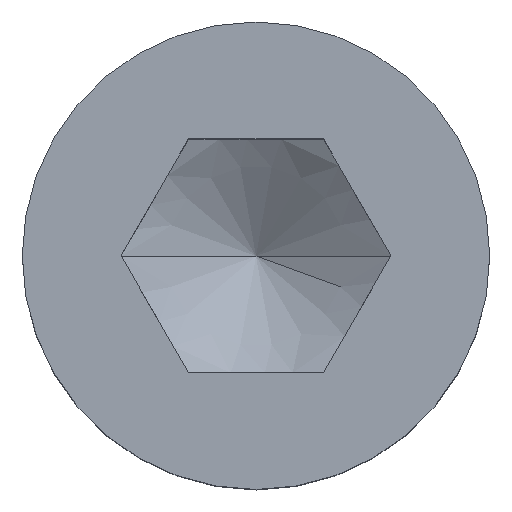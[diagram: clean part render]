
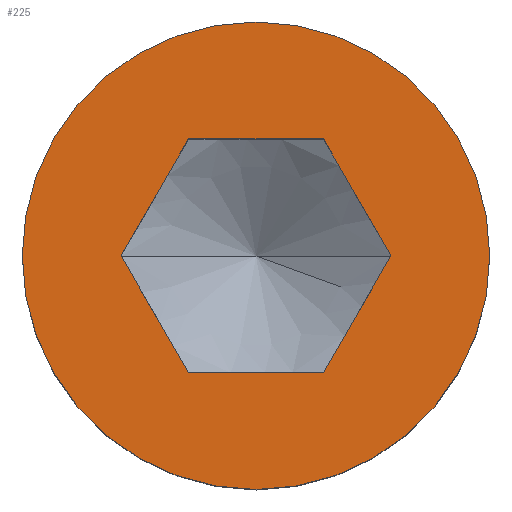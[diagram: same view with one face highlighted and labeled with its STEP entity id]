
A CAD part, top view. The second image highlights one B-rep face of the part: STEP entity #225.
In plain terms, the highlighted planar face has unit normal (0, 0, 1).
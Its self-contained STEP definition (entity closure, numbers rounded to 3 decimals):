
#129=VERTEX_POINT('',#340);
#147=VERTEX_POINT('',#363);
#165=EDGE_CURVE('',#147,#209,#385,.T.);
#189=EDGE_CURVE('',#129,#261,#412,.T.);
#203=EDGE_CURVE('',#241,#243,#426,.T.);
#209=VERTEX_POINT('',#432);
#215=EDGE_CURVE('',#243,#275,#438,.T.);
#225=ADVANCED_FACE('',(#448,#449),#450,.T.);
#237=EDGE_CURVE('',#247,#147,#464,.T.);
#241=VERTEX_POINT('',#468);
#243=VERTEX_POINT('',#470);
#247=VERTEX_POINT('',#474);
#261=VERTEX_POINT('',#490);
#275=VERTEX_POINT('',#506);
#277=EDGE_CURVE('',#275,#247,#508,.T.);
#283=EDGE_CURVE('',#261,#129,#514,.T.);
#307=EDGE_CURVE('',#209,#241,#541,.T.);
#340=CARTESIAN_POINT('',(17.0,0.,20.0));
#363=CARTESIAN_POINT('',(4.907,-8.5,20.0));
#385=LINE('',#624,#625);
#412=CIRCLE('',#679,17.0);
#426=LINE('',#700,#701);
#432=CARTESIAN_POINT('',(-4.907,-8.5,20.0));
#438=LINE('',#726,#727);
#448=FACE_OUTER_BOUND('',#741,.T.);
#449=FACE_BOUND('',#742,.T.);
#450=PLANE('',#743);
#464=LINE('',#761,#762);
#468=CARTESIAN_POINT('',(-9.815,0.0,20.0));
#470=CARTESIAN_POINT('',(-4.907,8.5,20.0));
#474=CARTESIAN_POINT('',(9.815,0.0,20.0));
#490=CARTESIAN_POINT('',(-17.0,0.0,20.0));
#506=CARTESIAN_POINT('',(4.907,8.5,20.0));
#508=LINE('',#826,#827);
#514=CIRCLE('',#836,17.0);
#541=LINE('',#878,#879);
#624=CARTESIAN_POINT('',(-2.454,-8.5,20.0));
#625=VECTOR('',#972,1.0);
#679=AXIS2_PLACEMENT_3D('',#1011,#1012,#1013);
#700=CARTESIAN_POINT('',(-6.134,6.375,20.0));
#701=VECTOR('',#1022,1.0);
#726=CARTESIAN_POINT('',(2.454,8.5,20.0));
#727=VECTOR('',#1024,1.0);
#741=EDGE_LOOP('',(#1028,#1029));
#742=EDGE_LOOP('',(#1030,#1031,#1032,#1033,#1034,#1035));
#743=AXIS2_PLACEMENT_3D('',#1036,#1037,#1038);
#761=CARTESIAN_POINT('',(6.134,-6.375,20.0));
#762=VECTOR('',#1058,1.0);
#826=CARTESIAN_POINT('',(8.588,2.125,20.0));
#827=VECTOR('',#1099,1.0);
#836=AXIS2_PLACEMENT_3D('',#1101,#1102,#1103);
#878=CARTESIAN_POINT('',(-8.588,-2.125,20.0));
#879=VECTOR('',#1134,1.0);
#972=DIRECTION('',(-1.0,0.0,0.0));
#1011=CARTESIAN_POINT('',(0.,0.0,20.0));
#1012=DIRECTION('',(0.0,0.0,1.0));
#1013=DIRECTION('',(1.0,0.0,0.0));
#1022=DIRECTION('',(0.5,0.866,0.0));
#1024=DIRECTION('',(1.0,0.0,0.0));
#1028=ORIENTED_EDGE('',*,*,#283,.T.);
#1029=ORIENTED_EDGE('',*,*,#189,.T.);
#1030=ORIENTED_EDGE('',*,*,#307,.T.);
#1031=ORIENTED_EDGE('',*,*,#203,.T.);
#1032=ORIENTED_EDGE('',*,*,#215,.T.);
#1033=ORIENTED_EDGE('',*,*,#277,.T.);
#1034=ORIENTED_EDGE('',*,*,#237,.T.);
#1035=ORIENTED_EDGE('',*,*,#165,.T.);
#1036=CARTESIAN_POINT('',(-12.409,0.,20.0));
#1037=DIRECTION('',(0.0,0.0,1.0));
#1038=DIRECTION('',(-1.0,0.,0.0));
#1058=DIRECTION('',(-0.5,-0.866,0.0));
#1099=DIRECTION('',(0.5,-0.866,0.0));
#1101=CARTESIAN_POINT('',(0.,0.0,20.0));
#1102=DIRECTION('',(0.0,0.0,1.0));
#1103=DIRECTION('',(1.0,0.0,0.0));
#1134=DIRECTION('',(-0.5,0.866,0.0));
